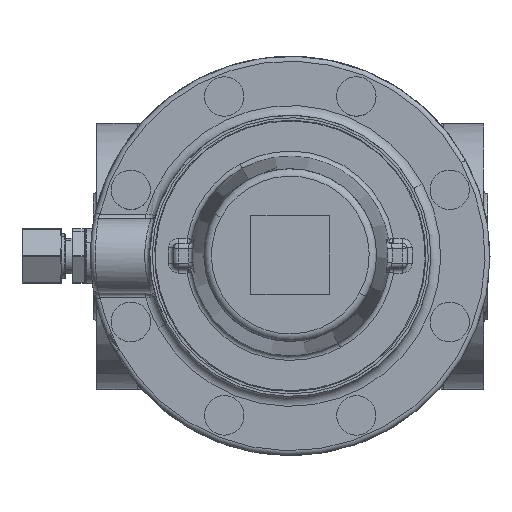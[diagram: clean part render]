
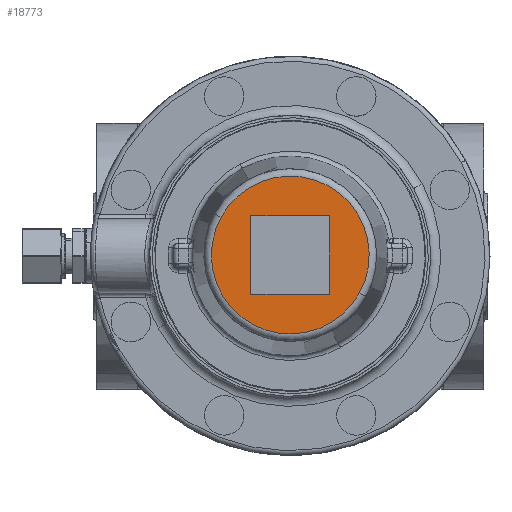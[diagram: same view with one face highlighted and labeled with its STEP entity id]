
A CAD part, top view. The second image highlights one B-rep face of the part: STEP entity #18773.
In plain terms, the highlighted planar face has unit normal (0, 0, 1).
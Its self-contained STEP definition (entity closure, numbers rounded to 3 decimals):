
#18608=CARTESIAN_POINT('Vertex',(-108.083,15.342,425.468)) ;
#18615=CARTESIAN_POINT('Vertex',(-51.917,-15.342,425.468)) ;
#18618=CARTESIAN_POINT('Axis2P3D Location',(-80.,0.,425.468)) ;
#18635=CARTESIAN_POINT('Axis2P3D Location',(-80.,0.,425.468)) ;
#18730=CARTESIAN_POINT('Axis2P3D Location',(-112.,0.,425.468)) ;
#18739=CARTESIAN_POINT('Line Origine',(-96.,0.,425.468)) ;
#18743=CARTESIAN_POINT('Vertex',(-96.,16.,425.468)) ;
#18745=CARTESIAN_POINT('Vertex',(-96.,-16.,425.468)) ;
#18748=CARTESIAN_POINT('Line Origine',(-80.,16.,425.468)) ;
#18752=CARTESIAN_POINT('Vertex',(-64.,16.,425.468)) ;
#18755=CARTESIAN_POINT('Line Origine',(-64.,0.,425.468)) ;
#18759=CARTESIAN_POINT('Vertex',(-64.,-16.,425.468)) ;
#18762=CARTESIAN_POINT('Line Origine',(-80.,-16.,425.468)) ;
#18619=DIRECTION('Axis2P3D Direction',(0.,0.,-1.)) ;
#18636=DIRECTION('Axis2P3D Direction',(0.,0.,-1.)) ;
#18731=DIRECTION('Axis2P3D Direction',(0.,0.,-1.)) ;
#18732=DIRECTION('Axis2P3D XDirection',(1.,0.,0.)) ;
#18740=DIRECTION('Vector Direction',(0.,-1.,0.)) ;
#18749=DIRECTION('Vector Direction',(1.,0.,0.)) ;
#18756=DIRECTION('Vector Direction',(0.,1.,0.)) ;
#18763=DIRECTION('Vector Direction',(-1.,0.,0.)) ;
#18620=AXIS2_PLACEMENT_3D('Circle Axis2P3D',#18618,#18619,$) ;
#18637=AXIS2_PLACEMENT_3D('Circle Axis2P3D',#18635,#18636,$) ;
#18733=AXIS2_PLACEMENT_3D('Plane Axis2P3D',#18730,#18731,#18732) ;
#18736=ORIENTED_EDGE('',*,*,#18622,.F.) ;
#18737=ORIENTED_EDGE('',*,*,#18639,.F.) ;
#18768=ORIENTED_EDGE('',*,*,#18747,.F.) ;
#18769=ORIENTED_EDGE('',*,*,#18754,.F.) ;
#18770=ORIENTED_EDGE('',*,*,#18761,.F.) ;
#18771=ORIENTED_EDGE('',*,*,#18766,.F.) ;
#18772=FACE_BOUND('',#18767,.T.) ;
#18741=VECTOR('Line Direction',#18740,1.) ;
#18750=VECTOR('Line Direction',#18749,1.) ;
#18757=VECTOR('Line Direction',#18756,1.) ;
#18764=VECTOR('Line Direction',#18763,1.) ;
#18773=ADVANCED_FACE('Brep With Voids',(#18738,#18772),#18734,.F.) ;
#18621=CIRCLE('generated circle',#18620,32.) ;
#18638=CIRCLE('generated circle',#18637,32.) ;
#18622=EDGE_CURVE('',#18616,#18609,#18621,.T.) ;
#18639=EDGE_CURVE('',#18609,#18616,#18638,.T.) ;
#18747=EDGE_CURVE('',#18744,#18746,#18742,.T.) ;
#18754=EDGE_CURVE('',#18753,#18744,#18751,.F.) ;
#18761=EDGE_CURVE('',#18760,#18753,#18758,.T.) ;
#18766=EDGE_CURVE('',#18746,#18760,#18765,.F.) ;
#18735=EDGE_LOOP('',(#18736,#18737)) ;
#18767=EDGE_LOOP('',(#18768,#18769,#18770,#18771)) ;
#18738=FACE_OUTER_BOUND('',#18735,.T.) ;
#18742=LINE('Line',#18739,#18741) ;
#18751=LINE('Line',#18748,#18750) ;
#18758=LINE('Line',#18755,#18757) ;
#18765=LINE('Line',#18762,#18764) ;
#18734=PLANE('',#18733) ;
#18609=VERTEX_POINT('',#18608) ;
#18616=VERTEX_POINT('',#18615) ;
#18744=VERTEX_POINT('',#18743) ;
#18746=VERTEX_POINT('',#18745) ;
#18753=VERTEX_POINT('',#18752) ;
#18760=VERTEX_POINT('',#18759) ;
